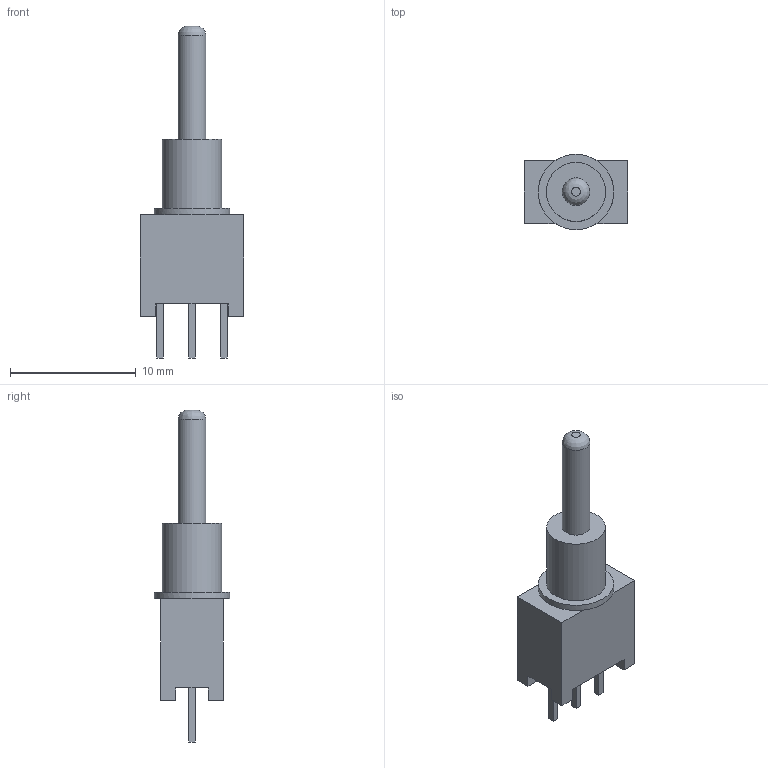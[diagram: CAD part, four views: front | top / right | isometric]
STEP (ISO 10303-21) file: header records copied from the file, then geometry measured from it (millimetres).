
FILE_DESCRIPTION(/* description */ (''),/* implementation_level */ '2;1');
FILE_NAME(/* name */ 'switch_3D.step',/* time_stamp */ '2025-07-04T20:52:40+09:00',/* author */ (''),/* organization */ (''),/* preprocessor_version */ 'ST-DEVELOPER v20.1',/* originating_system */ 'Autodesk Translation Framework v14.10.0.0',/* authorisation */ '');
FILE_SCHEMA (('AUTOMOTIVE_DESIGN { 1 0 10303 214 3 1 1 }'));
Length unit declared in the file: millimetre
Products named in the file (1): (未保存)
Bounding box: 8.2 x 6 x 26.4 mm (x, y, z)
Volume: 443.2 mm3; surface area: 469.3 mm2
Topology: 1 solids, 1 shells, 43 faces, 104 edges, 68 vertices
Faces by surface type: plane 39, cylinder 3, bspline 1
Full cylindrical faces by diameter (mm): 2.2 x1, 4.7 x1, 6 x1
Entity records: 1294 total; most frequent: CARTESIAN_POINT 242, ORIENTED_EDGE 208, DIRECTION 203, EDGE_CURVE 104, LINE 91, VECTOR 91, VERTEX_POINT 68, AXIS2_PLACEMENT_3D 56
